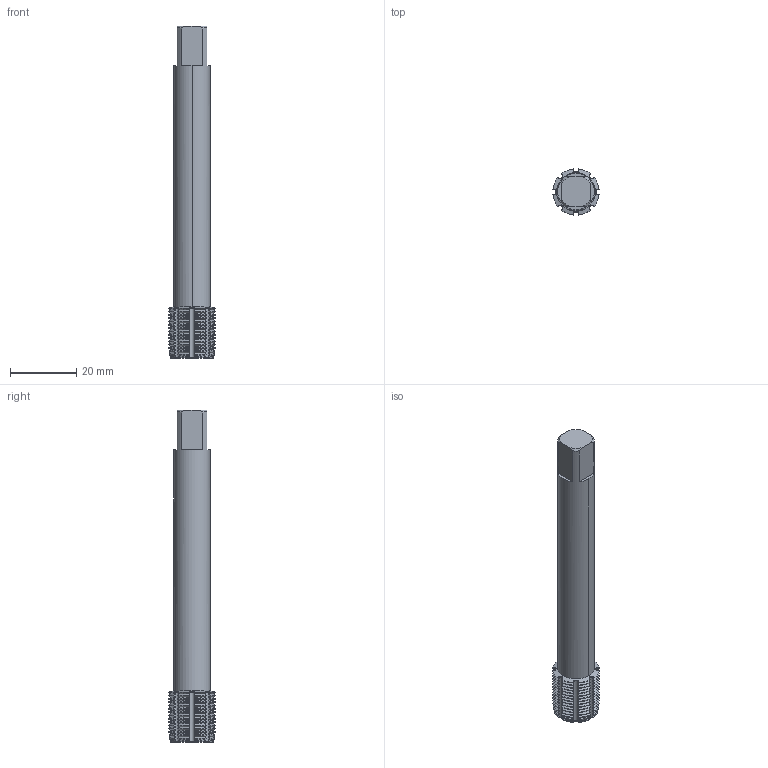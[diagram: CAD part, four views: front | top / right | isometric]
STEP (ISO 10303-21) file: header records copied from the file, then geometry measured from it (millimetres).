
FILE_DESCRIPTION(('no description'),'unknown implementation level');
FILE_NAME('solidPdz2Q4Z0JDa0YRz6JpZar5bNzlE_1.STP',' ',('CIM GmbH Aachen'),('CADClick - KiM GmbH - www.kimweb.de'),'unknown preprocess','ACIS','unknown authorization');
FILE_SCHEMA(('automotive_design'));
Length unit declared in the file: millimetre
Products named in the file (2): 1; 2
Bounding box: 13.91 x 13.91 x 100 mm (x, y, z)
Volume: 9890.1 mm3; surface area: 5394.4 mm2
Topology: 2 solids, 2 shells, 817 faces, 2431 edges, 1618 vertices
Faces by surface type: cone 290, plane 257, cylinder 254, torus 16
Entity records: 57710 total; most frequent: CARTESIAN_POINT 9517, STYLED_ITEM 4868, PRESENTATION_STYLE_ASSIGNMENT 4868, COLOUR_RGB 4868, ORIENTED_EDGE 4862, DIRECTION 4087, EDGE_CURVE 2431, CURVE_STYLE 2431
